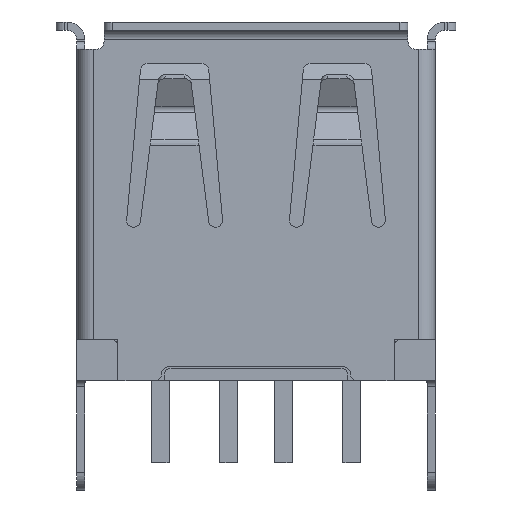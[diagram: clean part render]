
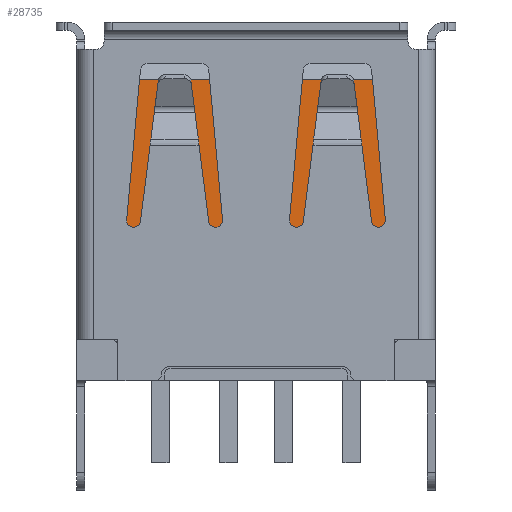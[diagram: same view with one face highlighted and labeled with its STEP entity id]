
A CAD part, front view. The second image highlights one B-rep face of the part: STEP entity #28735.
In plain terms, the highlighted planar face has unit normal (0, -1, 0).
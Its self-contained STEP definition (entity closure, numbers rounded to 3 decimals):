
#6 = EDGE_CURVE ( 'NONE', #8742, #7895, #17786, .T. ) ;
#507 = DIRECTION ( 'NONE',  ( 0., 1., 0. ) ) ;
#1366 = EDGE_CURVE ( 'NONE', #14254, #8742, #13141, .T. ) ;
#4102 = PLANE ( 'NONE',  #15376 ) ;
#4821 = DIRECTION ( 'NONE',  ( -1., 0., 0. ) ) ;
#5421 = DIRECTION ( 'NONE',  ( 0., 0., 1. ) ) ;
#5745 = CARTESIAN_POINT ( 'NONE',  ( 5.3, -1.8, 12. ) ) ;
#7895 = VERTEX_POINT ( 'NONE', #15247 ) ;
#8169 = DIRECTION ( 'NONE',  ( 1., 0., 0. ) ) ;
#8742 = VERTEX_POINT ( 'NONE', #24897 ) ;
#9212 = VECTOR ( 'NONE', #5421, 1000. ) ;
#11252 = ORIENTED_EDGE ( 'NONE', *, *, #6, .T. ) ;
#11589 = EDGE_CURVE ( 'NONE', #7895, #19045, #29344, .T. ) ;
#12517 = VECTOR ( 'NONE', #8169, 1000. ) ;
#12673 = VECTOR ( 'NONE', #20215, 1000. ) ;
#13141 = LINE ( 'NONE', #29102, #12673 ) ;
#14254 = VERTEX_POINT ( 'NONE', #29364 ) ;
#14647 = CARTESIAN_POINT ( 'NONE',  ( 5.5, -1.8, 12. ) ) ;
#14830 = ORIENTED_EDGE ( 'NONE', *, *, #11589, .T. ) ;
#15247 = CARTESIAN_POINT ( 'NONE',  ( 5.3, -1.8, 3. ) ) ;
#15376 = AXIS2_PLACEMENT_3D ( 'NONE', #14647, #507, #17272 ) ;
#16792 = LINE ( 'NONE', #26409, #30253 ) ;
#17272 = DIRECTION ( 'NONE',  ( 0., 0., 1. ) ) ;
#17786 = LINE ( 'NONE', #19786, #12517 ) ;
#17957 = EDGE_CURVE ( 'NONE', #19045, #14254, #16792, .T. ) ;
#19045 = VERTEX_POINT ( 'NONE', #25925 ) ;
#19786 = CARTESIAN_POINT ( 'NONE',  ( 5.5, -1.8, 3. ) ) ;
#20142 = ORIENTED_EDGE ( 'NONE', *, *, #17957, .T. ) ;
#20215 = DIRECTION ( 'NONE',  ( 0., 0., -1. ) ) ;
#20701 = FACE_OUTER_BOUND ( 'NONE', #27754, .T. ) ;
#24286 = ORIENTED_EDGE ( 'NONE', *, *, #1366, .T. ) ;
#24897 = CARTESIAN_POINT ( 'NONE',  ( -5.3, -1.8, 3. ) ) ;
#25925 = CARTESIAN_POINT ( 'NONE',  ( 5.3, -1.8, 11. ) ) ;
#26409 = CARTESIAN_POINT ( 'NONE',  ( -5.5, -1.8, 11. ) ) ;
#27754 = EDGE_LOOP ( 'NONE', ( #11252, #14830, #20142, #24286 ) ) ;
#28735 = ADVANCED_FACE ( 'NONE', ( #20701 ), #4102, .F. ) ;
#29102 = CARTESIAN_POINT ( 'NONE',  ( -5.3, -1.8, 12. ) ) ;
#29344 = LINE ( 'NONE', #5745, #9212 ) ;
#29364 = CARTESIAN_POINT ( 'NONE',  ( -5.3, -1.8, 11. ) ) ;
#30253 = VECTOR ( 'NONE', #4821, 1000. ) ;
